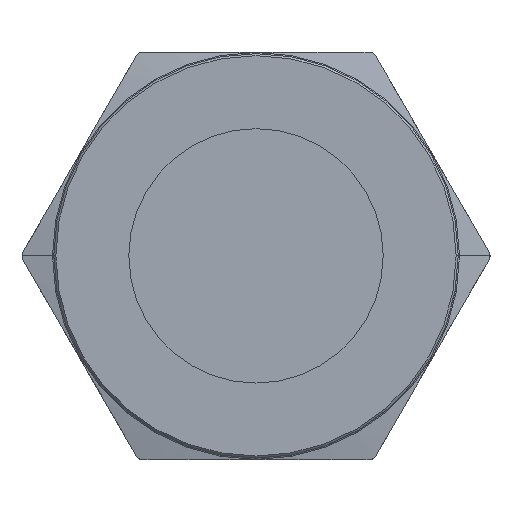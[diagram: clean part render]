
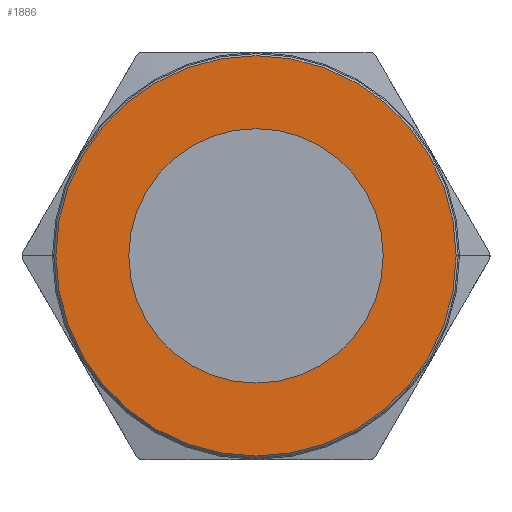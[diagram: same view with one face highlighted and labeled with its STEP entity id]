
A CAD part, top view. The second image highlights one B-rep face of the part: STEP entity #1886.
In plain terms, the highlighted planar face has unit normal (0, 0, 1).
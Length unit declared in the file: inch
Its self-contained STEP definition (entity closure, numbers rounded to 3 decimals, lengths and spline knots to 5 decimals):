
#14 = EDGE_CURVE ( 'NONE', #1414, #1418, #1834, .T. ) ;
#40 = EDGE_CURVE ( 'NONE', #1428, #1384, #2555, .T. ) ;
#41 = EDGE_CURVE ( 'NONE', #1418, #1414, #2558, .T. ) ;
#75 = AXIS2_PLACEMENT_3D ( 'NONE', #1542, #1541, #1540 ) ;
#87 = AXIS2_PLACEMENT_3D ( 'NONE', #2420, #2421, #2422 ) ;
#88 = AXIS2_PLACEMENT_3D ( 'NONE', #2424, #2425, #2426 ) ;
#125 = AXIS2_PLACEMENT_3D ( 'NONE', #354, #355, #356 ) ;
#179 = AXIS2_PLACEMENT_3D ( 'NONE', #552, #551, #556 ) ;
#354 = CARTESIAN_POINT ( 'NONE',  ( 0., 0., 0.49 ) ) ;
#355 = DIRECTION ( 'NONE',  ( 0., 0., 1. ) ) ;
#356 = DIRECTION ( 'NONE',  ( 1., 0., 0. ) ) ;
#551 = DIRECTION ( 'NONE',  ( 0., 0., 1. ) ) ;
#552 = CARTESIAN_POINT ( 'NONE',  ( 0., 0., 0.49 ) ) ;
#554 = PLANE ( 'NONE',  #179 ) ;
#556 = DIRECTION ( 'NONE',  ( 1., 0., 0. ) ) ;
#1330 = EDGE_CURVE ( 'NONE', #1384, #1428, #2627, .T. ) ;
#1384 = VERTEX_POINT ( 'NONE', #2946 ) ;
#1414 = VERTEX_POINT ( 'NONE', #2987 ) ;
#1418 = VERTEX_POINT ( 'NONE', #2991 ) ;
#1428 = VERTEX_POINT ( 'NONE', #3001 ) ;
#1540 = DIRECTION ( 'NONE',  ( 1., 0., 0. ) ) ;
#1541 = DIRECTION ( 'NONE',  ( 0., 0., 1. ) ) ;
#1542 = CARTESIAN_POINT ( 'NONE',  ( 0., 0., 0.49 ) ) ;
#1632 = EDGE_LOOP ( 'NONE', ( #1735, #1736 ) ) ;
#1645 = EDGE_LOOP ( 'NONE', ( #1733, #1734 ) ) ;
#1733 = ORIENTED_EDGE ( 'NONE', *, *, #41, .F. ) ;
#1734 = ORIENTED_EDGE ( 'NONE', *, *, #14, .F. ) ;
#1735 = ORIENTED_EDGE ( 'NONE', *, *, #40, .T. ) ;
#1736 = ORIENTED_EDGE ( 'NONE', *, *, #1330, .T. ) ;
#1834 = CIRCLE ( 'NONE', #75, 0.6245 ) ;
#1886 = ADVANCED_FACE ( 'NONE', ( #2678, #2753 ), #554, .T. ) ;
#2420 = CARTESIAN_POINT ( 'NONE',  ( 0., 0., 0.49 ) ) ;
#2421 = DIRECTION ( 'NONE',  ( 0., 0., 1. ) ) ;
#2422 = DIRECTION ( 'NONE',  ( 1., 0., 0. ) ) ;
#2424 = CARTESIAN_POINT ( 'NONE',  ( 0., 0., 0.49 ) ) ;
#2425 = DIRECTION ( 'NONE',  ( 0., 0., 1. ) ) ;
#2426 = DIRECTION ( 'NONE',  ( 1., 0., 0. ) ) ;
#2555 = CIRCLE ( 'NONE', #87, 0.9825 ) ;
#2558 = CIRCLE ( 'NONE', #88, 0.6245 ) ;
#2627 = CIRCLE ( 'NONE', #125, 0.9825 ) ;
#2678 = FACE_BOUND ( 'NONE', #1645, .T. ) ;
#2753 = FACE_OUTER_BOUND ( 'NONE', #1632, .T. ) ;
#2946 = CARTESIAN_POINT ( 'NONE',  ( 0.9825, 0., 0.49 ) ) ;
#2987 = CARTESIAN_POINT ( 'NONE',  ( -0.6245, 0., 0.49 ) ) ;
#2991 = CARTESIAN_POINT ( 'NONE',  ( 0.6245, 0., 0.49 ) ) ;
#3001 = CARTESIAN_POINT ( 'NONE',  ( -0.9825, 0., 0.49 ) ) ;
